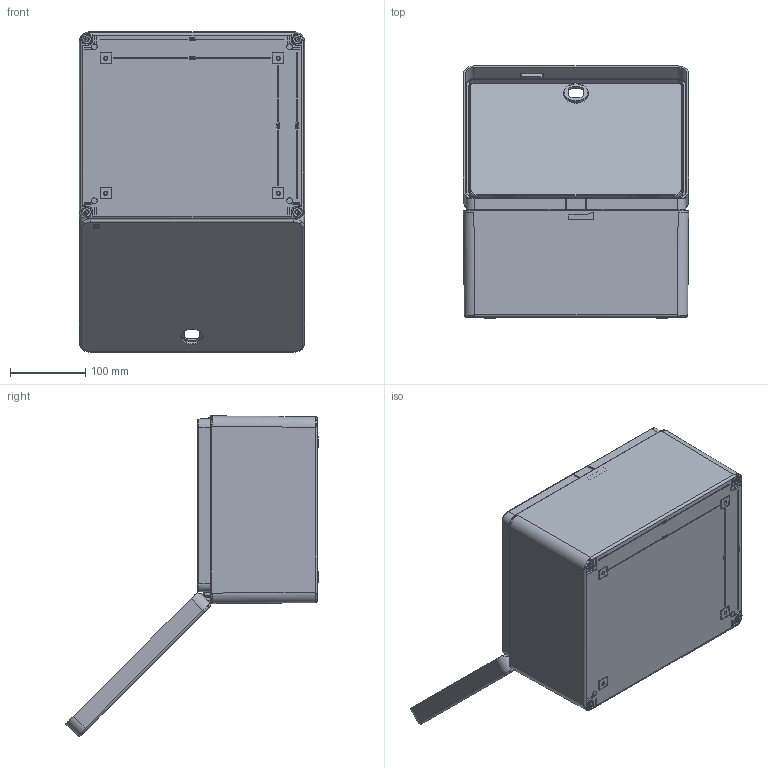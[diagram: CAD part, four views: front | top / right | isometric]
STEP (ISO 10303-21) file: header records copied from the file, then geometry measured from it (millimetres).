
FILE_DESCRIPTION (( 'STEP AP214' ), '1' );
FILE_NAME ('21253000.STEP', '2008-12-05T08:39:17', ( ' ' ), ( '' ), 'SwSTEP 2.0', 'SolidWorks 2008', '' );
FILE_SCHEMA (( 'AUTOMOTIVE_DESIGN' ));
Length unit declared in the file: millimetre
Products named in the file (8): 86208_Standard; 29530_Standard; 94406_Standard; 95035_Standard; 30530_Standard; 82076_Standard; 51712_Standard; 21253000
Assembly tree (18 placements, depth 3):
  21253000
    95035_Standard  x2
    82076_Standard
    51712_Standard
      86208_Standard  x8
      94406_Standard  x4
      29530_Standard
    30530_Standard
Bounding box: 300.03 x 335.96 x 426.51 mm (x, y, z)
Volume: 1053697.5 mm3; surface area: 727090.2 mm2
Topology: 17 solids, 17 shells, 2272 faces, 5375 edges, 3076 vertices
Faces by surface type: cylinder 641, bspline 588, plane 531, cone 210, torus 192, sphere 110
Entity records: 76340 total; most frequent: CARTESIAN_POINT 34860, ORIENTED_EDGE 9468, DIRECTION 7557, EDGE_CURVE 4734, AXIS2_PLACEMENT_3D 2835, VERTEX_POINT 2789, EDGE_LOOP 2113, FACE_OUTER_BOUND 2024
